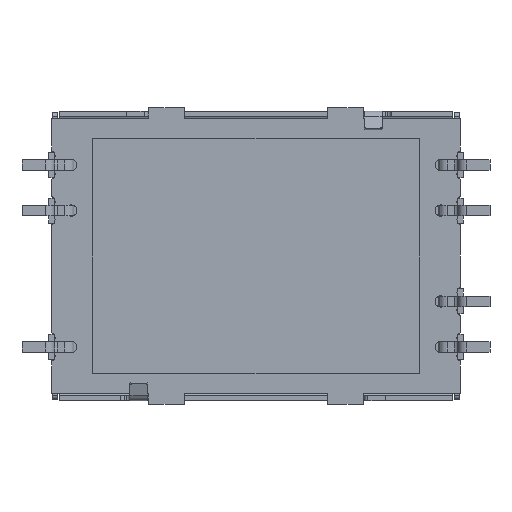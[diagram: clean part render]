
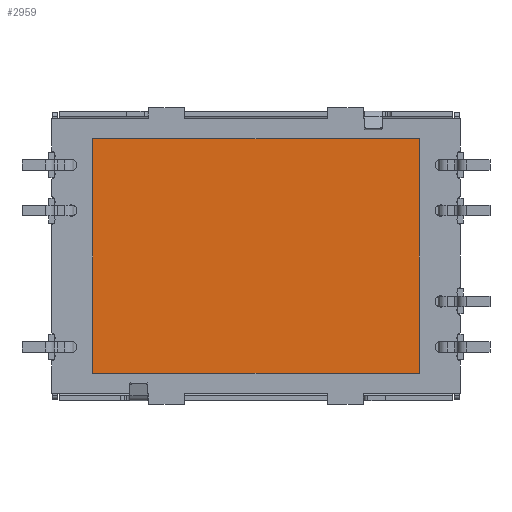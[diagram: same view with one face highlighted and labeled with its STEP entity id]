
A CAD part, front view. The second image highlights one B-rep face of the part: STEP entity #2959.
In plain terms, the highlighted planar face has unit normal (0, -1, 0).
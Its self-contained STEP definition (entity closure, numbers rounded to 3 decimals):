
#189 = AXIS2_PLACEMENT_3D ( 'NONE', #5799, #3705, #1658 ) ;
#1645 = CARTESIAN_POINT ( 'NONE',  ( 9.13, 1., -6.55 ) ) ;
#1658 = DIRECTION ( 'NONE',  ( 0., 0., 1. ) ) ;
#1909 = EDGE_LOOP ( 'NONE', ( #18496, #18608, #14835, #16727 ) ) ;
#2596 = DIRECTION ( 'NONE',  ( 1., 0., 0. ) ) ;
#2959 = ADVANCED_FACE ( 'NONE', ( #19884 ), #7910, .F. ) ;
#3227 = EDGE_CURVE ( 'NONE', #5914, #5770, #12408, .T. ) ;
#3705 = DIRECTION ( 'NONE',  ( 0., 1., 0. ) ) ;
#4686 = CARTESIAN_POINT ( 'NONE',  ( -9.13, 1., 6.55 ) ) ;
#5138 = CARTESIAN_POINT ( 'NONE',  ( -9.13, 1., 6.55 ) ) ;
#5770 = VERTEX_POINT ( 'NONE', #5138 ) ;
#5799 = CARTESIAN_POINT ( 'NONE',  ( 0., 1., 0. ) ) ;
#5914 = VERTEX_POINT ( 'NONE', #9917 ) ;
#6786 = LINE ( 'NONE', #4686, #9257 ) ;
#7872 = EDGE_CURVE ( 'NONE', #5770, #9185, #6786, .T. ) ;
#7910 = PLANE ( 'NONE',  #189 ) ;
#7947 = EDGE_CURVE ( 'NONE', #9185, #19125, #9954, .T. ) ;
#8263 = DIRECTION ( 'NONE',  ( 0., 0., 1. ) ) ;
#9026 = EDGE_CURVE ( 'NONE', #19125, #5914, #14468, .T. ) ;
#9080 = CARTESIAN_POINT ( 'NONE',  ( 9.13, 1., 6.55 ) ) ;
#9185 = VERTEX_POINT ( 'NONE', #9080 ) ;
#9257 = VECTOR ( 'NONE', #2596, 1000. ) ;
#9917 = CARTESIAN_POINT ( 'NONE',  ( -9.13, 1., -6.55 ) ) ;
#9954 = LINE ( 'NONE', #1645, #14975 ) ;
#10308 = DIRECTION ( 'NONE',  ( -1., 0., 0. ) ) ;
#10318 = CARTESIAN_POINT ( 'NONE',  ( -9.13, 1., -6.55 ) ) ;
#12396 = CARTESIAN_POINT ( 'NONE',  ( -9.13, 1., -6.55 ) ) ;
#12408 = LINE ( 'NONE', #10318, #17004 ) ;
#14468 = LINE ( 'NONE', #12396, #16810 ) ;
#14835 = ORIENTED_EDGE ( 'NONE', *, *, #7947, .F. ) ;
#14975 = VECTOR ( 'NONE', #19816, 1000. ) ;
#16727 = ORIENTED_EDGE ( 'NONE', *, *, #7872, .F. ) ;
#16810 = VECTOR ( 'NONE', #10308, 1000. ) ;
#17004 = VECTOR ( 'NONE', #8263, 1000. ) ;
#17485 = CARTESIAN_POINT ( 'NONE',  ( 9.13, 1., -6.55 ) ) ;
#18496 = ORIENTED_EDGE ( 'NONE', *, *, #3227, .F. ) ;
#18608 = ORIENTED_EDGE ( 'NONE', *, *, #9026, .F. ) ;
#19125 = VERTEX_POINT ( 'NONE', #17485 ) ;
#19816 = DIRECTION ( 'NONE',  ( 0., 0., -1. ) ) ;
#19884 = FACE_OUTER_BOUND ( 'NONE', #1909, .T. ) ;
